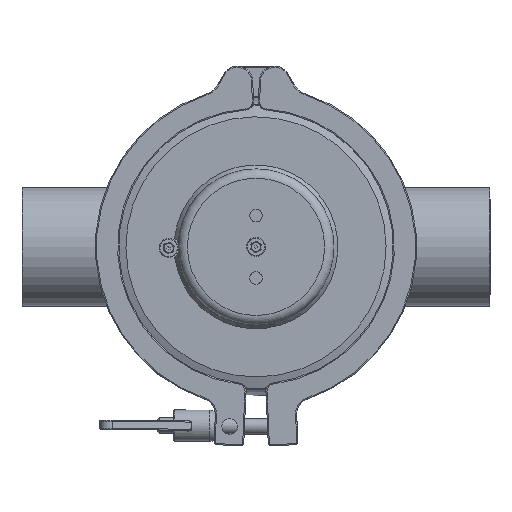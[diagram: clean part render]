
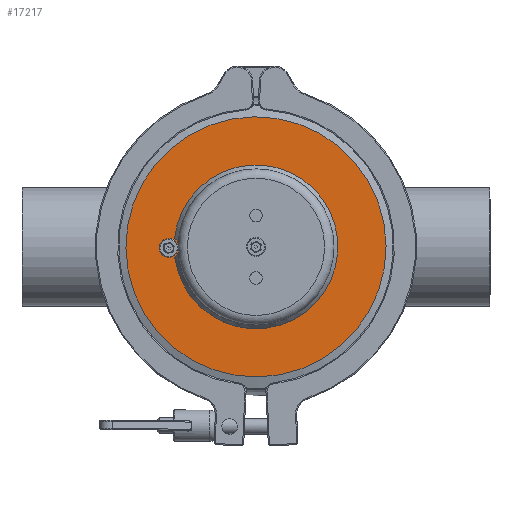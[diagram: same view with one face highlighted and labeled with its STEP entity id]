
A CAD part, front view. The second image highlights one B-rep face of the part: STEP entity #17217.
In plain terms, the highlighted planar face has unit normal (0, -1, 0).
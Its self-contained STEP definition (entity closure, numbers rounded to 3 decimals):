
#601=FACE_BOUND('',#4016,.T.);
#602=FACE_BOUND('',#4017,.T.);
#704=PLANE('',#18495);
#2987=FACE_OUTER_BOUND('',#4015,.T.);
#4015=EDGE_LOOP('',(#11346,#11347));
#4016=EDGE_LOOP('',(#11348,#11349));
#4017=EDGE_LOOP('',(#11350,#11351));
#5101=CIRCLE('',#18330,3.846);
#5102=CIRCLE('',#18331,3.846);
#5213=CIRCLE('',#18489,7.);
#5218=CIRCLE('',#18496,83.395);
#5219=CIRCLE('',#18497,83.395);
#5220=CIRCLE('',#18498,52.5);
#6539=VERTEX_POINT('',#26387);
#6540=VERTEX_POINT('',#26388);
#6647=VERTEX_POINT('',#26784);
#6649=VERTEX_POINT('',#26793);
#6653=VERTEX_POINT('',#26811);
#6654=VERTEX_POINT('',#26812);
#8236=EDGE_CURVE('',#6539,#6540,#5101,.T.);
#8237=EDGE_CURVE('',#6540,#6539,#5102,.T.);
#8387=EDGE_CURVE('',#6647,#6649,#5213,.T.);
#8393=EDGE_CURVE('',#6653,#6654,#5218,.T.);
#8394=EDGE_CURVE('',#6654,#6653,#5219,.T.);
#8395=EDGE_CURVE('',#6649,#6647,#5220,.T.);
#11346=ORIENTED_EDGE('',*,*,#8393,.F.);
#11347=ORIENTED_EDGE('',*,*,#8394,.F.);
#11348=ORIENTED_EDGE('',*,*,#8236,.T.);
#11349=ORIENTED_EDGE('',*,*,#8237,.T.);
#11350=ORIENTED_EDGE('',*,*,#8395,.T.);
#11351=ORIENTED_EDGE('',*,*,#8387,.T.);
#17217=ADVANCED_FACE('',(#2987,#601,#602),#704,.T.);
#18330=AXIS2_PLACEMENT_3D('',#26389,#20941,#20942);
#18331=AXIS2_PLACEMENT_3D('',#26390,#20943,#20944);
#18489=AXIS2_PLACEMENT_3D('',#26800,#21290,#21291);
#18495=AXIS2_PLACEMENT_3D('',#26810,#21303,#21304);
#18496=AXIS2_PLACEMENT_3D('',#26813,#21305,#21306);
#18497=AXIS2_PLACEMENT_3D('',#26814,#21307,#21308);
#18498=AXIS2_PLACEMENT_3D('',#26815,#21309,#21310);
#20941=DIRECTION('center_axis',(0.,1.,0.));
#20942=DIRECTION('ref_axis',(0.783,0.,-0.622));
#20943=DIRECTION('center_axis',(0.,1.,0.));
#20944=DIRECTION('ref_axis',(0.783,0.,-0.622));
#21290=DIRECTION('center_axis',(0.,-1.,0.));
#21291=DIRECTION('ref_axis',(-0.012,0.,
1.));
#21303=DIRECTION('center_axis',(0.,-1.,0.));
#21304=DIRECTION('ref_axis',(1.,0.,0.012));
#21305=DIRECTION('center_axis',(0.,1.,0.));
#21306=DIRECTION('ref_axis',(-0.012,0.,
1.));
#21307=DIRECTION('center_axis',(0.,1.,0.));
#21308=DIRECTION('ref_axis',(-0.012,0.,
1.));
#21309=DIRECTION('center_axis',(0.,1.,0.));
#21310=DIRECTION('ref_axis',(-0.012,0.,
1.));
#26387=CARTESIAN_POINT('',(-52.983,-62.45,-3.088));
#26388=CARTESIAN_POINT('',(-59.008,-62.45,1.695));
#26389=CARTESIAN_POINT('Origin',(-55.996,-62.45,-0.697));
#26390=CARTESIAN_POINT('Origin',(-55.996,-62.45,-0.697));
#26784=CARTESIAN_POINT('',(-52.095,-62.45,-6.509));
#26793=CARTESIAN_POINT('',(-52.241,-62.45,5.211));
#26800=CARTESIAN_POINT('Origin',(-55.996,-62.45,-0.697));
#26810=CARTESIAN_POINT('Origin',(-0.845,-62.45,67.942));
#26811=CARTESIAN_POINT('',(-1.037,-62.45,83.388));
#26812=CARTESIAN_POINT('',(1.037,-62.45,-83.388));
#26813=CARTESIAN_POINT('Origin',(0.,-62.45,0.));
#26814=CARTESIAN_POINT('Origin',(0.,-62.45,0.));
#26815=CARTESIAN_POINT('Origin',(0.,-62.45,
0.));
